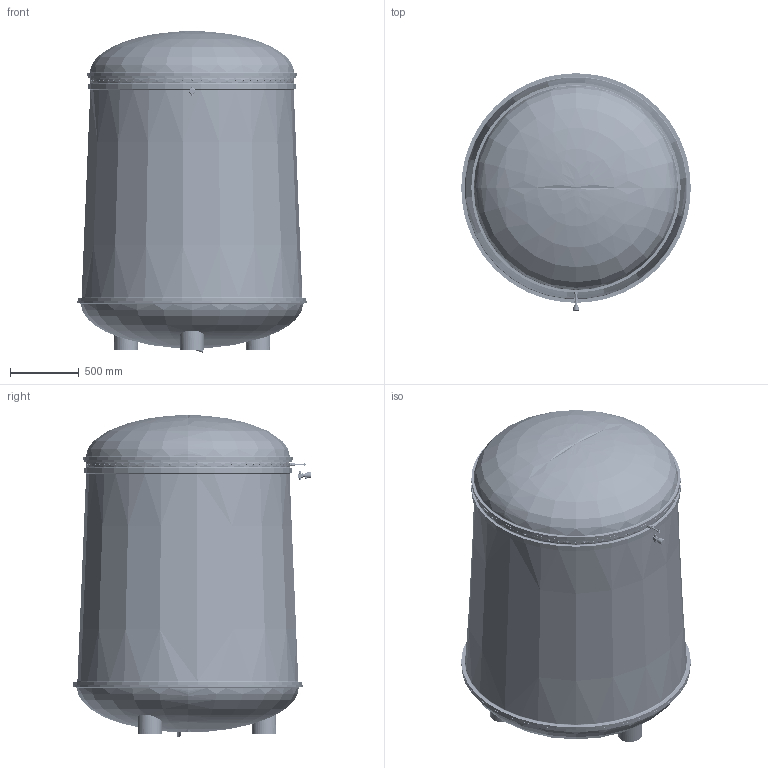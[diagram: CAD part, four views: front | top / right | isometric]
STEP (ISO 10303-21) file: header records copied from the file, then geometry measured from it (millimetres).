
FILE_DESCRIPTION(('CoCreate Modeling STEP Export'),'2;1');
FILE_NAME('NEXT_100.stp','2010-09-17T11:27:11',(''),(''),'CoCreate Modeling STEP processor for AP214 (Solid Model)','CoCreate Modeling 16.00A 16-Aug-2008 (C) Parametric Technology GmbH','');
FILE_SCHEMA(('AUTOMOTIVE_DESIGN { 1 0 10303 214 1 1 1 1 }'));
Length unit declared in the file: millimetre
Products named in the file (87): vessel_conical_2; feedthrough_ring_pressure_vessel; HV_standoff_mount_plate; dome_conical_anode; HV_standoff.3; HV_cable_cathode_2; dome_conical_cathode; pressure_vessel1; inner_vessel; feedthrough_ring_inner; endplate_anode.1; valve_plate; valve_plate_2; spring_480odx625lgx036thk_compressed; Hexagon_Socket_Head_Cap_Screw_3_8-16x2_2500_ANSI_B18.3; Hex_nut_3_8_ANSI_B18.2.2; springbolt.1.12; springbolts_pos; springbolts_negative; endplate_assem_anode; endplate_cathode; Xenon_vessel; mesh_anode; frame_anode; anode; frame_cathode; mesh_cathode; cathode; EL; mesh_cathode.1; shield; WLS_tube_support_cathode; quartz_tube; pmt; plug; o-ring; p1; p5; p3; p6 ...
Assembly tree (262 placements, depth 6):
  NeXT_100
    field_cage
      ring.42  x57
    SiPMTs
      fe_boards
        fe_stack.3  x25
          front_end_board.3
      SiPMT
      SiPMT_plane
    cathode_assem
      cathode_reflector
      ring_cathode
      mesh_cathode
      frame_cathode
    WLS_tube_assems
      PMT_tube_assembly_solid.56
        potting
        resistive_stripe
        sc_side_supports
          side_support.2  x3
        sc_rod
        transition_optical
        grade_rings
          grade-ring.30  x57
        pmt_base
        cap
        plug_assem
          cross_1_2inch_6LV_8MW_4_20760
          valve_bellows_pneu_act_1_4_tube_swagelok_tin20625
          cables
            pmt_cable.1
            pmt_cable.1.1
            pmt_cable.1.1.1
            pmt_cable
          bellows_tube
          compression_fitting_tube_1_2_bulkhead_mcmcr_52245K747_pv
            gasket
            p6
            p3
            p5
            p1
          angle_pipe_3_8_1_2_tube_52245K551
            p3
            p2
            p1
          compression_fitting_tube_1_2_bulkhead_mcmcr_52245K747_Xev
            gasket
            p6
            p3
            p5
            p1
          o-ring
          plug
        pmt
        quartz_tube
    WLS_tube_support_cathode
    shield
    mesh_cathode.1
    EL
      cathode
Bounding box: 1667.51 x 1727.79 x 2335.24 mm (x, y, z)
Volume: 441397121.5 mm3; surface area: 71595709 mm2
Topology: 350 solids, 350 shells, 6222 faces, 15599 edges, 9952 vertices
Faces by surface type: cylinder 1934, plane 1522, cone 1336, torus 1010, bspline 412, revolution 8
Entity records: 250292 total; most frequent: CARTESIAN_POINT 172628, ORIENTED_EDGE 16910, DIRECTION 11581, EDGE_CURVE 8455, VERTEX_POINT 5400, AXIS2_PLACEMENT_3D 4472, EDGE_LOOP 4197, FACE_OUTER_BOUND 3226
